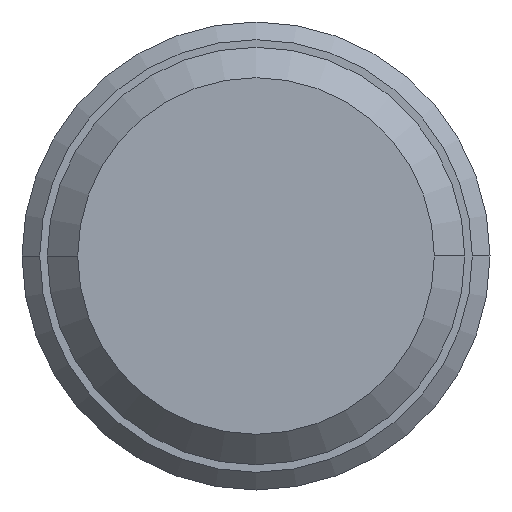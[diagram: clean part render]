
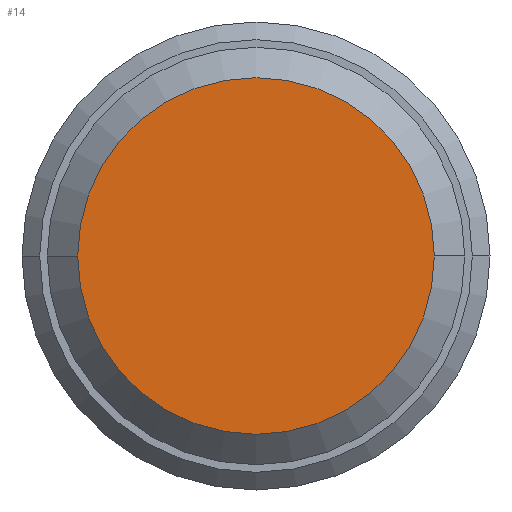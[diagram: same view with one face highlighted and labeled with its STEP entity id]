
A CAD part, front view. The second image highlights one B-rep face of the part: STEP entity #14.
In plain terms, the highlighted planar face has unit normal (0, -1, 0).
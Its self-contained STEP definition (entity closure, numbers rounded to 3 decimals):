
#14 = ADVANCED_FACE ( 'NONE', ( #144 ), #29, .F. ) ;
#29 = PLANE ( 'NONE',  #230 ) ;
#32 = CARTESIAN_POINT ( 'NONE',  ( 0., 0., 0. ) ) ;
#41 = DIRECTION ( 'NONE',  ( 0., 1., 0. ) ) ;
#59 = DIRECTION ( 'NONE',  ( -1., 0., 0. ) ) ;
#75 = EDGE_LOOP ( 'NONE', ( #127, #118 ) ) ;
#86 = VERTEX_POINT ( 'NONE', #313 ) ;
#118 = ORIENTED_EDGE ( 'NONE', *, *, #203, .F. ) ;
#127 = ORIENTED_EDGE ( 'NONE', *, *, #201, .F. ) ;
#137 = VERTEX_POINT ( 'NONE', #335 ) ;
#144 = FACE_OUTER_BOUND ( 'NONE', #75, .T. ) ;
#164 = CIRCLE ( 'NONE', #242, 7.05 ) ;
#170 = CIRCLE ( 'NONE', #237, 7.05 ) ;
#201 = EDGE_CURVE ( 'NONE', #137, #86, #170, .T. ) ;
#203 = EDGE_CURVE ( 'NONE', #86, #137, #164, .T. ) ;
#230 = AXIS2_PLACEMENT_3D ( 'NONE', #32, #41, #59 ) ;
#237 = AXIS2_PLACEMENT_3D ( 'NONE', #279, #290, #326 ) ;
#242 = AXIS2_PLACEMENT_3D ( 'NONE', #275, #323, #312 ) ;
#275 = CARTESIAN_POINT ( 'NONE',  ( 0., 0., 0. ) ) ;
#279 = CARTESIAN_POINT ( 'NONE',  ( 0., 0., 0. ) ) ;
#290 = DIRECTION ( 'NONE',  ( 0., 1., 0. ) ) ;
#312 = DIRECTION ( 'NONE',  ( -1., 0., 0. ) ) ;
#313 = CARTESIAN_POINT ( 'NONE',  ( 7.05, 0., 0. ) ) ;
#323 = DIRECTION ( 'NONE',  ( 0., 1., 0. ) ) ;
#326 = DIRECTION ( 'NONE',  ( -1., 0., 0. ) ) ;
#335 = CARTESIAN_POINT ( 'NONE',  ( -7.05, 0., 0. ) ) ;
